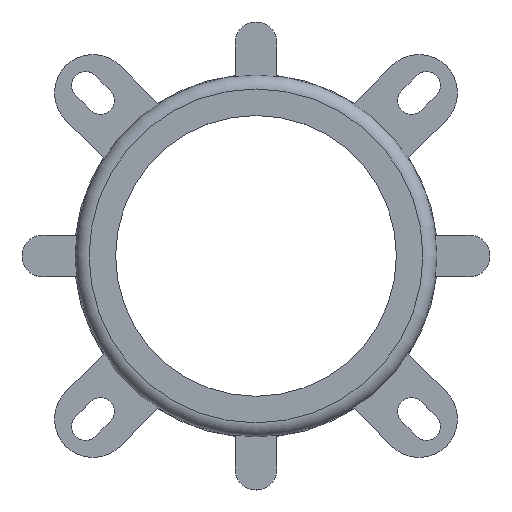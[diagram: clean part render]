
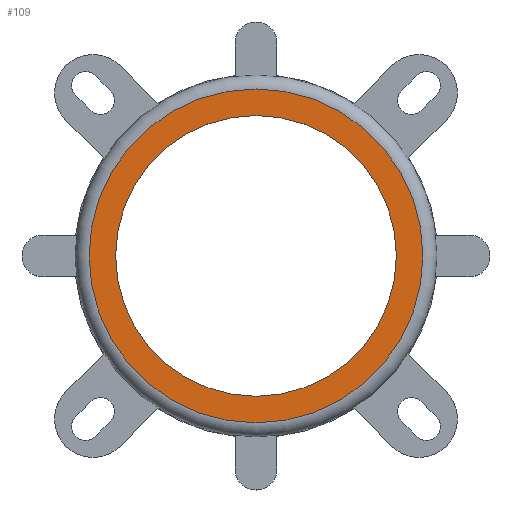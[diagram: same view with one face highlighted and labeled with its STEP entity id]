
A CAD part, top view. The second image highlights one B-rep face of the part: STEP entity #109.
In plain terms, the highlighted planar face has unit normal (0, 0, 1).
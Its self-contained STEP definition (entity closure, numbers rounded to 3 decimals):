
#109 = ADVANCED_FACE( '', ( #260, #261 ), #262, .F. );
#260 = FACE_OUTER_BOUND( '', #463, .T. );
#261 = FACE_BOUND( '', #464, .T. );
#262 = PLANE( '', #465 );
#463 = EDGE_LOOP( '', ( #716 ) );
#464 = EDGE_LOOP( '', ( #717 ) );
#465 = AXIS2_PLACEMENT_3D( '', #718, #719, #720 );
#716 = ORIENTED_EDGE( '', *, *, #1167, .T. );
#717 = ORIENTED_EDGE( '', *, *, #1218, .T. );
#718 = CARTESIAN_POINT( '', ( 0., 0., 7. ) );
#719 = DIRECTION( '', ( 0., 0., -1. ) );
#720 = DIRECTION( '', ( -1., 0., 0. ) );
#1167 = EDGE_CURVE( '', #1384, #1384, #1385, .F. );
#1218 = EDGE_CURVE( '', #1472, #1472, #1473, .T. );
#1384 = VERTEX_POINT( '', #1705 );
#1385 = CIRCLE( '', #1706, 23.9 );
#1472 = VERTEX_POINT( '', #1817 );
#1473 = CIRCLE( '', #1818, 20.1 );
#1705 = CARTESIAN_POINT( '', ( -23.9, 0., 7. ) );
#1706 = AXIS2_PLACEMENT_3D( '', #2116, #2117, #2118 );
#1817 = CARTESIAN_POINT( '', ( 20.1, 0., 7. ) );
#1818 = AXIS2_PLACEMENT_3D( '', #2185, #2186, #2187 );
#2116 = CARTESIAN_POINT( '', ( 0., 0., 7. ) );
#2117 = DIRECTION( '', ( 0., 0., -1. ) );
#2118 = DIRECTION( '', ( -1., 0., 0. ) );
#2185 = CARTESIAN_POINT( '', ( 0., 0., 7. ) );
#2186 = DIRECTION( '', ( 0., 0., -1. ) );
#2187 = DIRECTION( '', ( 1., 0., 0. ) );
